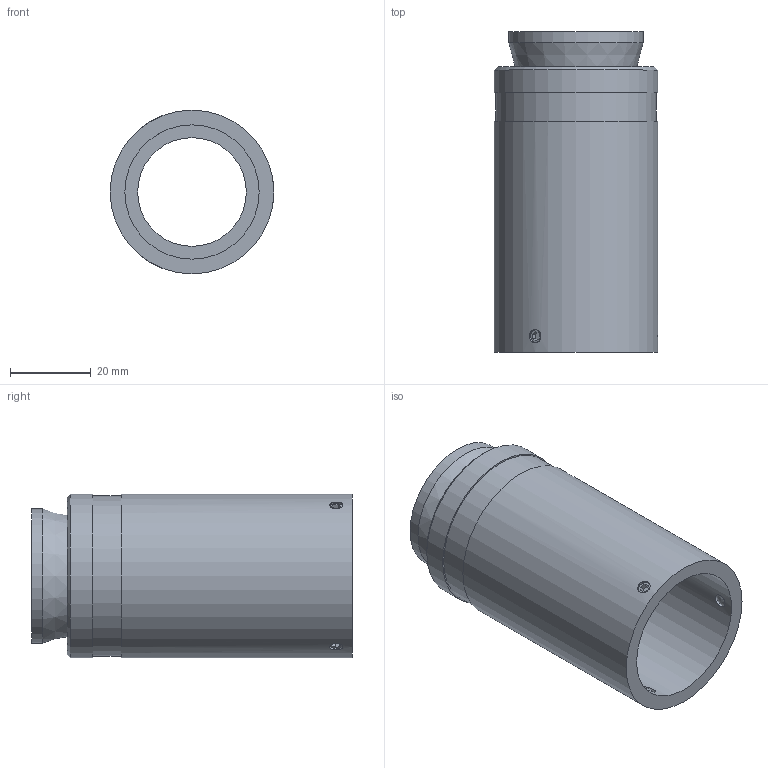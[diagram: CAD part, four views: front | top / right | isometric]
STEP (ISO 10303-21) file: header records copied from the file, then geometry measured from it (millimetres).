
FILE_DESCRIPTION((''),'2;1');
FILE_NAME('6118.stp','2007-01-02T07:43:51',('PODLENA'),(''),'Autodesk Inventor 11','Autodesk Inventor 11','');
FILE_SCHEMA(('AUTOMOTIVE_DESIGN { 1 0 10303 214 1 1 1 1 }'));
Length unit declared in the file: inch
Products named in the file (3): 6118; 6119; 7004
Assembly tree (4 placements, depth 2):
  6118
    6119
    7004  x3
Bounding box: 40.64 x 79.58 x 40.64 mm (x, y, z)
Volume: 32730.7 mm3; surface area: 19942.7 mm2
Topology: 4 solids, 4 shells, 50 faces, 106 edges, 71 vertices
Faces by surface type: plane 30, cylinder 9, cone 5, bspline 3, sphere 3
Full cylindrical faces by diameter (mm): 4.166 x3, 26.975 x1, 33.325 x1, 33.35 x1, 39.878 x1, 40.64 x2
Entity records: 1012 total; most frequent: CARTESIAN_POINT 372, DIRECTION 116, ORIENTED_EDGE 88, EDGE_LOOP 54, AXIS2_PLACEMENT_3D 49, EDGE_CURVE 44, VERTEX_POINT 38, FACE_OUTER_BOUND 28
